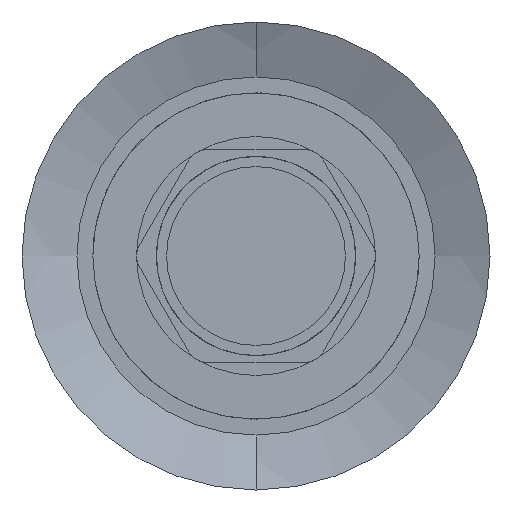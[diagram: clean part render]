
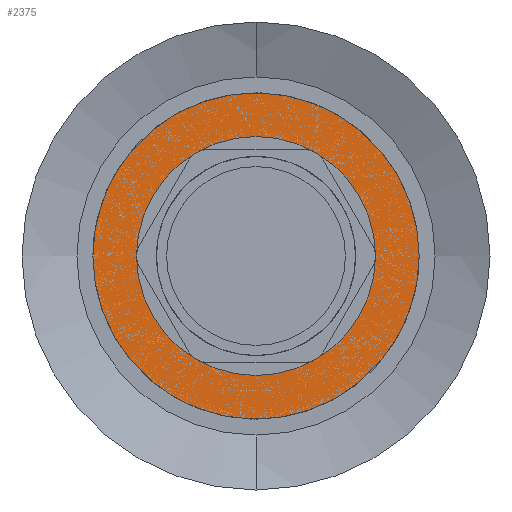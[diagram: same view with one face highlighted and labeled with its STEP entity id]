
A CAD part, front view. The second image highlights one B-rep face of the part: STEP entity #2375.
In plain terms, the highlighted planar face has unit normal (0, -1, 0).
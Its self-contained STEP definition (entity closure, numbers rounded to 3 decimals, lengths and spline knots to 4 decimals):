
#2162=CARTESIAN_POINT('',(0.,-2.6,0.));
#2163=DIRECTION('',(0.,1.,0.));
#2164=DIRECTION('',(1.,0.,0.));
#2165=AXIS2_PLACEMENT_3D('',#2162,#2163,#2164);
#2167=CARTESIAN_POINT('',(0.,-2.6,0.));
#2168=DIRECTION('',(0.,1.,0.));
#2169=DIRECTION('',(-1.,0.,0.));
#2170=AXIS2_PLACEMENT_3D('',#2167,#2168,#2169);
#2172=CARTESIAN_POINT('',(0.,-2.6,0.));
#2173=DIRECTION('',(0.,-1.,0.));
#2174=DIRECTION('',(1.,0.,0.));
#2175=AXIS2_PLACEMENT_3D('',#2172,#2173,#2174);
#2177=CARTESIAN_POINT('',(0.,-2.6,0.));
#2178=DIRECTION('',(0.,-1.,0.));
#2179=DIRECTION('',(-1.,0.,0.));
#2180=AXIS2_PLACEMENT_3D('',#2177,#2178,#2179);
#2232=CARTESIAN_POINT('',(-1.025,-2.6,0.));
#2233=VERTEX_POINT('',#2232);
#2234=CARTESIAN_POINT('',(1.025,-2.6,0.));
#2235=VERTEX_POINT('',#2234);
#2254=CARTESIAN_POINT('',(0.7507,-2.6,0.));
#2255=CARTESIAN_POINT('',(-0.7507,-2.6,0.));
#2256=VERTEX_POINT('',#2254);
#2257=VERTEX_POINT('',#2255);
#2360=CARTESIAN_POINT('',(0.,-2.6,0.));
#2361=DIRECTION('',(0.,1.,0.));
#2362=DIRECTION('',(1.,0.,0.));
#2363=AXIS2_PLACEMENT_3D('',#2360,#2361,#2362);
#2364=PLANE('',#2363);
#2365=ORIENTED_EDGE('',*,*,#2353,.T.);
#2366=ORIENTED_EDGE('',*,*,#2342,.T.);
#2367=EDGE_LOOP('',(#2365,#2366));
#2368=FACE_OUTER_BOUND('',#2367,.F.);
#2370=ORIENTED_EDGE('',*,*,#2369,.T.);
#2372=ORIENTED_EDGE('',*,*,#2371,.T.);
#2373=EDGE_LOOP('',(#2370,#2372));
#2374=FACE_BOUND('',#2373,.F.);
#2375=ADVANCED_FACE('',(#2368,#2374),#2364,.F.);
#2166=CIRCLE('',#2165,1.025);
#2171=CIRCLE('',#2170,1.025);
#2176=CIRCLE('',#2175,0.7507);
#2181=CIRCLE('',#2180,0.7507);
#2342=EDGE_CURVE('',#2233,#2235,#2171,.T.);
#2353=EDGE_CURVE('',#2235,#2233,#2166,.T.);
#2369=EDGE_CURVE('',#2256,#2257,#2176,.T.);
#2371=EDGE_CURVE('',#2257,#2256,#2181,.T.);
